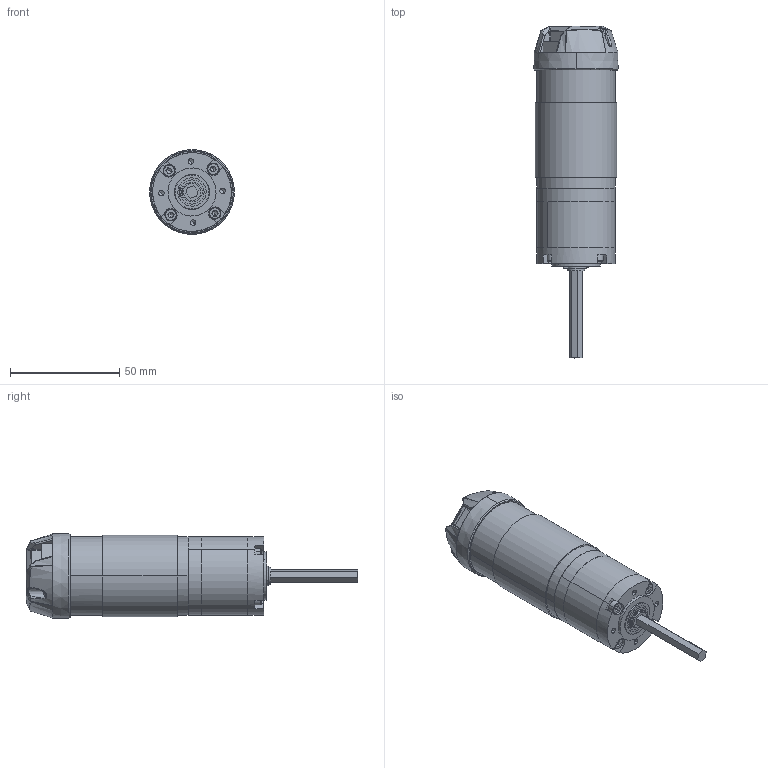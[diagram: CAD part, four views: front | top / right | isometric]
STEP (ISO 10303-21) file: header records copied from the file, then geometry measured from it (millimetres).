
FILE_DESCRIPTION (( 'STEP AP203' ), '1' );
FILE_NAME ('REV-41-1211.STEP', '2018-09-07T20:24:30', ( '' ), ( '' ), 'SwSTEP 2.0', 'SolidWorks 2017', '' );
FILE_SCHEMA (( 'CONFIG_CONTROL_DESIGN' ));
Length unit declared in the file: millimetre
Products named in the file (15): HD Hex Encoder Case Top; HD Hex Encoder Case Assembly_Without Gearbox; REV-41-1211; JST-B4B-PH-K-S; HD Hex Encoder Baseplate; Motor dummy_Without Gearbox; JST-B2P-VH; COTS Planatry Gearbox Mockup; 97633A150_BLACK-FINISH STEEL EXTERNAL RETAINING RING_97633A150_grv; 90190A051_PAN HEAD PHILLIPS SCREW FOR SHEET METAL_90190A051; 7804K117_STAINLESS STEEL BALL BEARING_7804K117; socket head cap screw_am_B18.3.1M - 3 x 0.5 x 25 Hex SHCS -- 18NHX; magnet; HD Hex PCB assembly; HD Hex PCB
Assembly tree (18 placements, depth 4):
  REV-41-1211
    HD Hex Encoder Case Assembly_Without Gearbox
      HD Hex Encoder Baseplate
      HD Hex PCB assembly
        HD Hex PCB
        JST-B2P-VH
        JST-B4B-PH-K-S
      magnet
      HD Hex Encoder Case Top
      Motor dummy_Without Gearbox
      90190A051_PAN HEAD PHILLIPS SCREW FOR SHEET METAL_90190A051  x2
    COTS Planatry Gearbox Mockup
    97633A150_BLACK-FINISH STEEL EXTERNAL RETAINING RING_97633A150_grv
    7804K117_STAINLESS STEEL BALL BEARING_7804K117
    socket head cap screw_am_B18.3.1M - 3 x 0.5 x 25 Hex SHCS -- 18NHX  x4
Bounding box: 38.76 x 151.83 x 38.76 mm (x, y, z)
Volume: 103210 mm3; surface area: 33968.6 mm2
Topology: 31 solids, 31 shells, 1792 faces, 4511 edges, 2803 vertices
Faces by surface type: plane 705, bspline 542, cylinder 311, cone 109, torus 75, sphere 50
Entity records: 64616 total; most frequent: CARTESIAN_POINT 27838, ORIENTED_EDGE 8050, DIRECTION 6101, EDGE_CURVE 4025, VERTEX_POINT 2544, AXIS2_PLACEMENT_3D 2092, VECTOR 1917, LINE 1917
